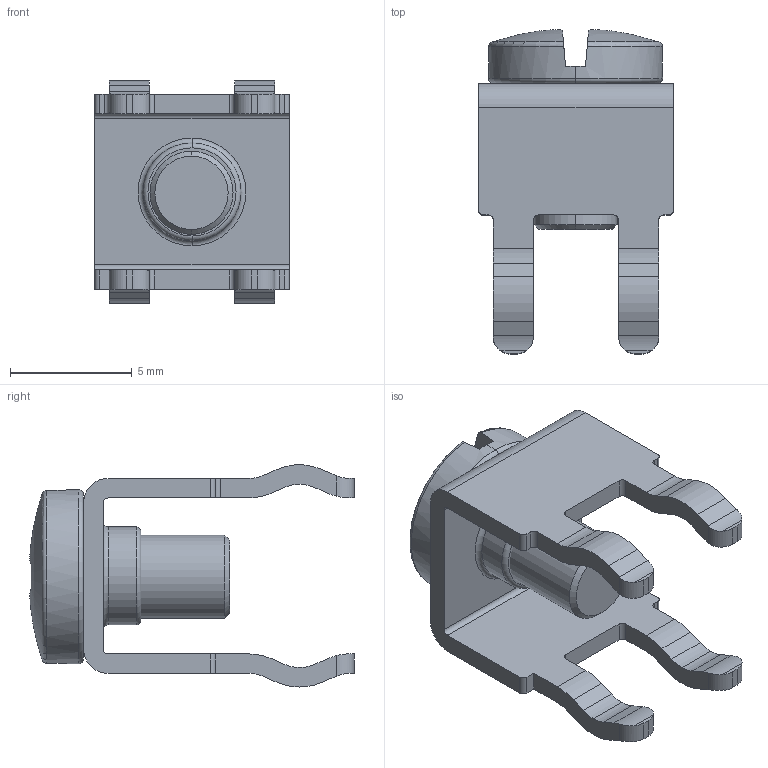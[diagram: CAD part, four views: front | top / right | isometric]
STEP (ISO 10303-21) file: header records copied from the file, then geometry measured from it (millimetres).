
FILE_DESCRIPTION (( 'STEP AP214' ), '1' );
FILE_NAME ('User Library-Keystone_7693.STEP', '2020-10-19T05:36:16', ( '' ), ( '' ), 'SwSTEP 2.0', 'SolidWorks 2020', '' );
FILE_SCHEMA (( 'AUTOMOTIVE_DESIGN' ));
Length unit declared in the file: millimetre
Products named in the file (3): Keystone_7691; User Library-Keystone_7693; 6-32-panhead_6mm_thd
Assembly tree (2 placements, depth 2):
  User Library-Keystone_7693
    Keystone_7691
    6-32-panhead_6mm_thd
Bounding box: 8 x 13.3 x 9.12 mm (x, y, z)
Volume: 262 mm3; surface area: 638.8 mm2
Topology: 2 solids, 2 shells, 151 faces, 423 edges, 278 vertices
Faces by surface type: plane 68, cylinder 59, cone 12, torus 10, sphere 2
Entity records: 5081 total; most frequent: CARTESIAN_POINT 985, DIRECTION 869, ORIENTED_EDGE 846, EDGE_CURVE 423, AXIS2_PLACEMENT_3D 322, VERTEX_POINT 278, VECTOR 225, LINE 225
